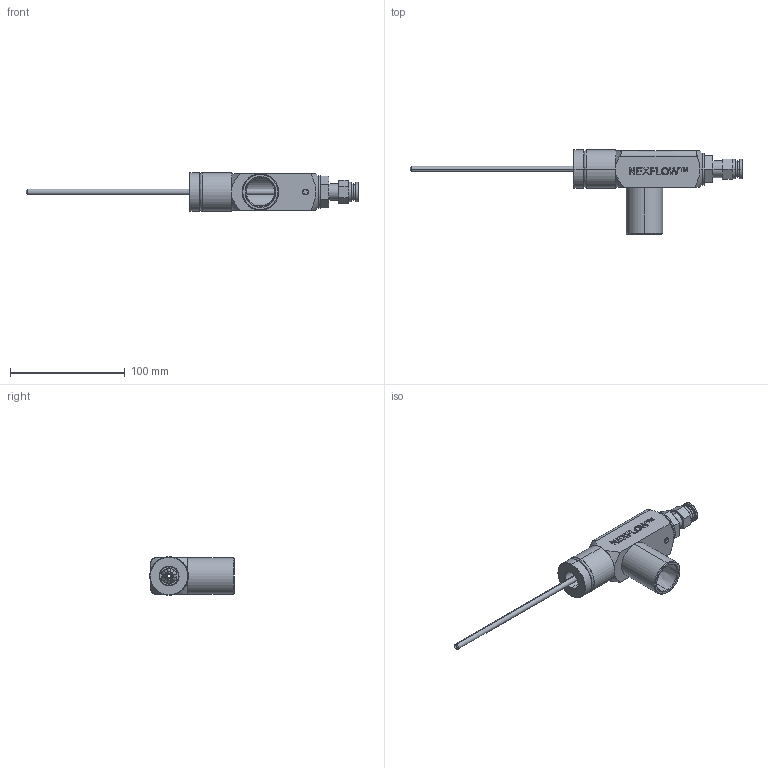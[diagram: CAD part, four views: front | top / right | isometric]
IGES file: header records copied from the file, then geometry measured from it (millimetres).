
Start section: SolidWorks IGES file using analytic representation for surfaces
Global section: file name: AUTOMATED BLIND HOLE CLEANER.IGS; native system: SolidWorks 2020; preprocessor: SolidWorks 2020; author: Ammad; date: 211116.182150; units: inch
Bounding box: 288.86 x 73.41 x 33.53 mm (x, y, z)
Surface area: 49882.4 mm2 (no closed solid volume)
Topology: 0 solids, 0 shells, 412 faces, 5377 edges, 5365 vertices
Faces by surface type: bspline 311, revolution 101
